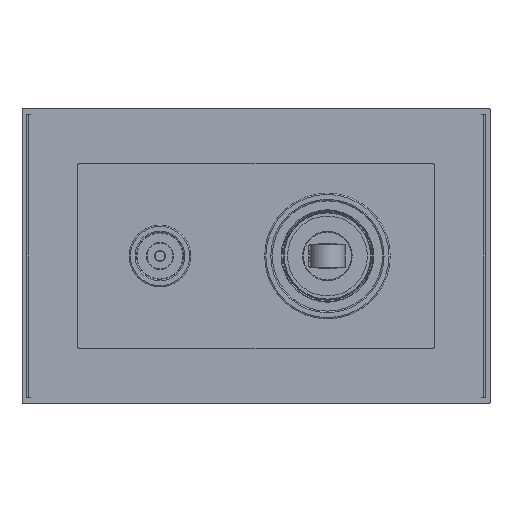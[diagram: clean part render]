
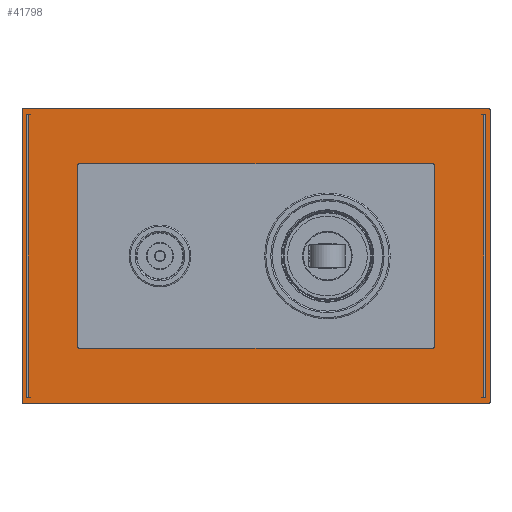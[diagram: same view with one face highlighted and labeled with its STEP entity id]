
A CAD part, left-side view. The second image highlights one B-rep face of the part: STEP entity #41798.
In plain terms, the highlighted planar face has unit normal (-1, 0, 0).
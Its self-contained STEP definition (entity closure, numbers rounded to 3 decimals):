
#40167=CARTESIAN_POINT('',(57.5,-133.5,-59.5));
#40168=DIRECTION('',(-1.,0.,0.));
#40169=DIRECTION('',(0.,0.,-1.));
#40170=AXIS2_PLACEMENT_3D('',#40167,#40168,#40169);
#40172=DIRECTION('',(0.,1.,0.));
#40173=VECTOR('',#40172,189.);
#40174=CARTESIAN_POINT('',(57.5,-133.5,-60.));
#40175=LINE('',#40174,#40173);
#40176=CARTESIAN_POINT('',(57.5,55.5,-59.5));
#40177=DIRECTION('',(-1.,0.,0.));
#40178=DIRECTION('',(0.,1.,0.));
#40179=AXIS2_PLACEMENT_3D('',#40176,#40177,#40178);
#40181=DIRECTION('',(0.,0.,1.));
#40182=VECTOR('',#40181,119.);
#40183=CARTESIAN_POINT('',(57.5,56.,-59.5));
#40184=LINE('',#40183,#40182);
#40185=CARTESIAN_POINT('',(57.5,55.5,59.5));
#40186=DIRECTION('',(-1.,0.,0.));
#40187=DIRECTION('',(0.,0.,1.));
#40188=AXIS2_PLACEMENT_3D('',#40185,#40186,#40187);
#40190=DIRECTION('',(0.,-1.,0.));
#40191=VECTOR('',#40190,189.);
#40192=CARTESIAN_POINT('',(57.5,55.5,60.));
#40193=LINE('',#40192,#40191);
#40194=CARTESIAN_POINT('',(57.5,-133.5,59.5));
#40195=DIRECTION('',(-1.,0.,0.));
#40196=DIRECTION('',(0.,-1.,0.));
#40197=AXIS2_PLACEMENT_3D('',#40194,#40195,#40196);
#40199=DIRECTION('',(0.,0.,-1.));
#40200=VECTOR('',#40199,119.);
#40201=CARTESIAN_POINT('',(57.5,-134.,59.5));
#40202=LINE('',#40201,#40200);
#40203=DIRECTION('',(0.,-1.,0.));
#40204=VECTOR('',#40203,1.5);
#40205=CARTESIAN_POINT('',(57.5,-130.5,57.5));
#40206=LINE('',#40205,#40204);
#40207=CARTESIAN_POINT('',(57.5,-130.5,56.5));
#40208=DIRECTION('',(-1.,0.,0.));
#40209=DIRECTION('',(0.,-1.,0.));
#40210=AXIS2_PLACEMENT_3D('',#40207,#40208,#40209);
#40212=DIRECTION('',(0.,0.,1.));
#40213=VECTOR('',#40212,113.);
#40214=CARTESIAN_POINT('',(57.5,-131.5,-56.5));
#40215=LINE('',#40214,#40213);
#40216=CARTESIAN_POINT('',(57.5,-130.5,-56.5));
#40217=DIRECTION('',(-1.,0.,0.));
#40218=DIRECTION('',(0.,0.,-1.));
#40219=AXIS2_PLACEMENT_3D('',#40216,#40217,#40218);
#40221=DIRECTION('',(0.,1.,0.));
#40222=VECTOR('',#40221,1.5);
#40223=CARTESIAN_POINT('',(57.5,-132.,-57.5));
#40224=LINE('',#40223,#40222);
#40225=DIRECTION('',(0.,0.,-1.));
#40226=VECTOR('',#40225,115.);
#40227=CARTESIAN_POINT('',(57.5,-132.,57.5));
#40228=LINE('',#40227,#40226);
#40229=DIRECTION('',(0.,1.,0.));
#40230=VECTOR('',#40229,143.);
#40231=CARTESIAN_POINT('',(57.5,-110.5,-37.5));
#40232=LINE('',#40231,#40230);
#40233=DIRECTION('',(0.,0.,-1.));
#40234=VECTOR('',#40233,73.);
#40235=CARTESIAN_POINT('',(57.5,-111.5,36.5));
#40236=LINE('',#40235,#40234);
#40237=DIRECTION('',(0.,-1.,0.));
#40238=VECTOR('',#40237,143.);
#40239=CARTESIAN_POINT('',(57.5,32.5,37.5));
#40240=LINE('',#40239,#40238);
#40241=DIRECTION('',(0.,0.,1.));
#40242=VECTOR('',#40241,73.);
#40243=CARTESIAN_POINT('',(57.5,33.5,-36.5));
#40244=LINE('',#40243,#40242);
#40245=DIRECTION('',(0.,1.,0.));
#40246=VECTOR('',#40245,1.5);
#40247=CARTESIAN_POINT('',(57.5,52.5,-57.5));
#40248=LINE('',#40247,#40246);
#40249=CARTESIAN_POINT('',(57.5,52.5,-56.5));
#40250=DIRECTION('',(-1.,0.,0.));
#40251=DIRECTION('',(0.,1.,0.));
#40252=AXIS2_PLACEMENT_3D('',#40249,#40250,#40251);
#40254=DIRECTION('',(0.,0.,-1.));
#40255=VECTOR('',#40254,113.);
#40256=CARTESIAN_POINT('',(57.5,53.5,56.5));
#40257=LINE('',#40256,#40255);
#40258=CARTESIAN_POINT('',(57.5,52.5,56.5));
#40259=DIRECTION('',(-1.,0.,0.));
#40260=DIRECTION('',(0.,0.,1.));
#40261=AXIS2_PLACEMENT_3D('',#40258,#40259,#40260);
#40263=DIRECTION('',(0.,-1.,0.));
#40264=VECTOR('',#40263,1.5);
#40265=CARTESIAN_POINT('',(57.5,54.,57.5));
#40266=LINE('',#40265,#40264);
#40267=DIRECTION('',(0.,0.,1.));
#40268=VECTOR('',#40267,115.);
#40269=CARTESIAN_POINT('',(57.5,54.,-57.5));
#40270=LINE('',#40269,#40268);
#40754=CARTESIAN_POINT('',(57.5,-110.5,-36.5));
#40755=DIRECTION('',(1.,0.,0.));
#40756=DIRECTION('',(0.,-1.,0.));
#40757=AXIS2_PLACEMENT_3D('',#40754,#40755,#40756);
#40772=CARTESIAN_POINT('',(57.5,-110.5,36.5));
#40773=DIRECTION('',(1.,0.,0.));
#40774=DIRECTION('',(0.,0.,1.));
#40775=AXIS2_PLACEMENT_3D('',#40772,#40773,#40774);
#40790=CARTESIAN_POINT('',(57.5,32.5,36.5));
#40791=DIRECTION('',(1.,0.,0.));
#40792=DIRECTION('',(0.,1.,0.));
#40793=AXIS2_PLACEMENT_3D('',#40790,#40791,#40792);
#40808=CARTESIAN_POINT('',(57.5,32.5,-36.5));
#40809=DIRECTION('',(1.,0.,0.));
#40810=DIRECTION('',(0.,0.,-1.));
#40811=AXIS2_PLACEMENT_3D('',#40808,#40809,#40810);
#40826=CARTESIAN_POINT('',(57.5,54.,-57.5));
#40827=CARTESIAN_POINT('',(57.5,54.,57.5));
#40828=VERTEX_POINT('',#40826);
#40829=VERTEX_POINT('',#40827);
#40830=CARTESIAN_POINT('',(57.5,-132.,57.5));
#40831=CARTESIAN_POINT('',(57.5,-132.,-57.5));
#40832=VERTEX_POINT('',#40830);
#40833=VERTEX_POINT('',#40831);
#40858=CARTESIAN_POINT('',(57.5,-133.5,-60.));
#40859=CARTESIAN_POINT('',(57.5,-134.,-59.5));
#40860=VERTEX_POINT('',#40858);
#40861=VERTEX_POINT('',#40859);
#40862=CARTESIAN_POINT('',(57.5,56.,-59.5));
#40863=CARTESIAN_POINT('',(57.5,55.5,-60.));
#40864=VERTEX_POINT('',#40862);
#40865=VERTEX_POINT('',#40863);
#40866=CARTESIAN_POINT('',(57.5,55.5,60.));
#40867=CARTESIAN_POINT('',(57.5,56.,59.5));
#40868=VERTEX_POINT('',#40866);
#40869=VERTEX_POINT('',#40867);
#40870=CARTESIAN_POINT('',(57.5,-134.,59.5));
#40871=CARTESIAN_POINT('',(57.5,-133.5,60.));
#40872=VERTEX_POINT('',#40870);
#40873=VERTEX_POINT('',#40871);
#41015=CARTESIAN_POINT('',(57.5,-111.5,36.5));
#41017=VERTEX_POINT('',#41015);
#41019=CARTESIAN_POINT('',(57.5,-110.5,37.5));
#41021=VERTEX_POINT('',#41019);
#41023=CARTESIAN_POINT('',(57.5,-110.5,-37.5));
#41025=VERTEX_POINT('',#41023);
#41027=CARTESIAN_POINT('',(57.5,-111.5,-36.5));
#41029=VERTEX_POINT('',#41027);
#41031=CARTESIAN_POINT('',(57.5,33.5,-36.5));
#41033=VERTEX_POINT('',#41031);
#41035=CARTESIAN_POINT('',(57.5,32.5,-37.5));
#41037=VERTEX_POINT('',#41035);
#41039=CARTESIAN_POINT('',(57.5,32.5,37.5));
#41041=VERTEX_POINT('',#41039);
#41043=CARTESIAN_POINT('',(57.5,33.5,36.5));
#41045=VERTEX_POINT('',#41043);
#41046=CARTESIAN_POINT('',(57.5,-131.5,-56.5));
#41048=VERTEX_POINT('',#41046);
#41050=CARTESIAN_POINT('',(57.5,-131.5,56.5));
#41052=VERTEX_POINT('',#41050);
#41054=CARTESIAN_POINT('',(57.5,53.5,56.5));
#41056=VERTEX_POINT('',#41054);
#41058=CARTESIAN_POINT('',(57.5,53.5,-56.5));
#41060=VERTEX_POINT('',#41058);
#41066=CARTESIAN_POINT('',(57.5,-130.5,-57.5));
#41067=VERTEX_POINT('',#41066);
#41068=CARTESIAN_POINT('',(57.5,52.5,-57.5));
#41069=VERTEX_POINT('',#41068);
#41074=CARTESIAN_POINT('',(57.5,-130.5,57.5));
#41075=VERTEX_POINT('',#41074);
#41076=CARTESIAN_POINT('',(57.5,52.5,57.5));
#41077=VERTEX_POINT('',#41076);
#41732=CARTESIAN_POINT('',(57.5,-39.,0.));
#41733=DIRECTION('',(1.,0.,0.));
#41734=DIRECTION('',(0.,0.,-1.));
#41735=AXIS2_PLACEMENT_3D('',#41732,#41733,#41734);
#41736=PLANE('',#41735);
#41738=ORIENTED_EDGE('',*,*,#41737,.F.);
#41740=ORIENTED_EDGE('',*,*,#41739,.T.);
#41742=ORIENTED_EDGE('',*,*,#41741,.F.);
#41744=ORIENTED_EDGE('',*,*,#41743,.T.);
#41746=ORIENTED_EDGE('',*,*,#41745,.F.);
#41748=ORIENTED_EDGE('',*,*,#41747,.T.);
#41750=ORIENTED_EDGE('',*,*,#41749,.F.);
#41752=ORIENTED_EDGE('',*,*,#41751,.T.);
#41753=EDGE_LOOP('',(#41738,#41740,#41742,#41744,#41746,#41748,#41750,#41752));
#41754=FACE_OUTER_BOUND('',#41753,.F.);
#41756=ORIENTED_EDGE('',*,*,#41755,.F.);
#41758=ORIENTED_EDGE('',*,*,#41757,.F.);
#41760=ORIENTED_EDGE('',*,*,#41759,.F.);
#41761=ORIENTED_EDGE('',*,*,#41717,.F.);
#41762=ORIENTED_EDGE('',*,*,#41649,.F.);
#41764=ORIENTED_EDGE('',*,*,#41763,.F.);
#41765=EDGE_LOOP('',(#41756,#41758,#41760,#41761,#41762,#41764));
#41766=FACE_BOUND('',#41765,.F.);
#41768=ORIENTED_EDGE('',*,*,#41767,.F.);
#41770=ORIENTED_EDGE('',*,*,#41769,.F.);
#41772=ORIENTED_EDGE('',*,*,#41771,.F.);
#41774=ORIENTED_EDGE('',*,*,#41773,.F.);
#41776=ORIENTED_EDGE('',*,*,#41775,.F.);
#41778=ORIENTED_EDGE('',*,*,#41777,.F.);
#41780=ORIENTED_EDGE('',*,*,#41779,.F.);
#41782=ORIENTED_EDGE('',*,*,#41781,.F.);
#41783=EDGE_LOOP('',(#41768,#41770,#41772,#41774,#41776,#41778,#41780,#41782));
#41784=FACE_BOUND('',#41783,.F.);
#41785=ORIENTED_EDGE('',*,*,#41642,.F.);
#41787=ORIENTED_EDGE('',*,*,#41786,.F.);
#41789=ORIENTED_EDGE('',*,*,#41788,.F.);
#41791=ORIENTED_EDGE('',*,*,#41790,.F.);
#41793=ORIENTED_EDGE('',*,*,#41792,.F.);
#41795=ORIENTED_EDGE('',*,*,#41794,.F.);
#41796=EDGE_LOOP('',(#41785,#41787,#41789,#41791,#41793,#41795));
#41797=FACE_BOUND('',#41796,.F.);
#41798=ADVANCED_FACE('',(#41754,#41766,#41784,#41797),#41736,.F.);
#40171=CIRCLE('',#40170,0.5);
#40180=CIRCLE('',#40179,0.5);
#40189=CIRCLE('',#40188,0.5);
#40198=CIRCLE('',#40197,0.5);
#40211=CIRCLE('',#40210,1.);
#40220=CIRCLE('',#40219,1.);
#40253=CIRCLE('',#40252,1.);
#40262=CIRCLE('',#40261,1.);
#40758=CIRCLE('',#40757,1.);
#40776=CIRCLE('',#40775,1.);
#40794=CIRCLE('',#40793,1.);
#40812=CIRCLE('',#40811,1.);
#41642=EDGE_CURVE('',#41069,#40828,#40248,.T.);
#41649=EDGE_CURVE('',#40833,#41067,#40224,.T.);
#41717=EDGE_CURVE('',#41067,#41048,#40220,.T.);
#41737=EDGE_CURVE('',#40860,#40861,#40171,.T.);
#41739=EDGE_CURVE('',#40860,#40865,#40175,.T.);
#41741=EDGE_CURVE('',#40864,#40865,#40180,.T.);
#41743=EDGE_CURVE('',#40864,#40869,#40184,.T.);
#41745=EDGE_CURVE('',#40868,#40869,#40189,.T.);
#41747=EDGE_CURVE('',#40868,#40873,#40193,.T.);
#41749=EDGE_CURVE('',#40872,#40873,#40198,.T.);
#41751=EDGE_CURVE('',#40872,#40861,#40202,.T.);
#41755=EDGE_CURVE('',#41075,#40832,#40206,.T.);
#41757=EDGE_CURVE('',#41052,#41075,#40211,.T.);
#41759=EDGE_CURVE('',#41048,#41052,#40215,.T.);
#41763=EDGE_CURVE('',#40832,#40833,#40228,.T.);
#41767=EDGE_CURVE('',#41025,#41037,#40232,.T.);
#41769=EDGE_CURVE('',#41029,#41025,#40758,.T.);
#41771=EDGE_CURVE('',#41017,#41029,#40236,.T.);
#41773=EDGE_CURVE('',#41021,#41017,#40776,.T.);
#41775=EDGE_CURVE('',#41041,#41021,#40240,.T.);
#41777=EDGE_CURVE('',#41045,#41041,#40794,.T.);
#41779=EDGE_CURVE('',#41033,#41045,#40244,.T.);
#41781=EDGE_CURVE('',#41037,#41033,#40812,.T.);
#41786=EDGE_CURVE('',#41060,#41069,#40253,.T.);
#41788=EDGE_CURVE('',#41056,#41060,#40257,.T.);
#41790=EDGE_CURVE('',#41077,#41056,#40262,.T.);
#41792=EDGE_CURVE('',#40829,#41077,#40266,.T.);
#41794=EDGE_CURVE('',#40828,#40829,#40270,.T.);
